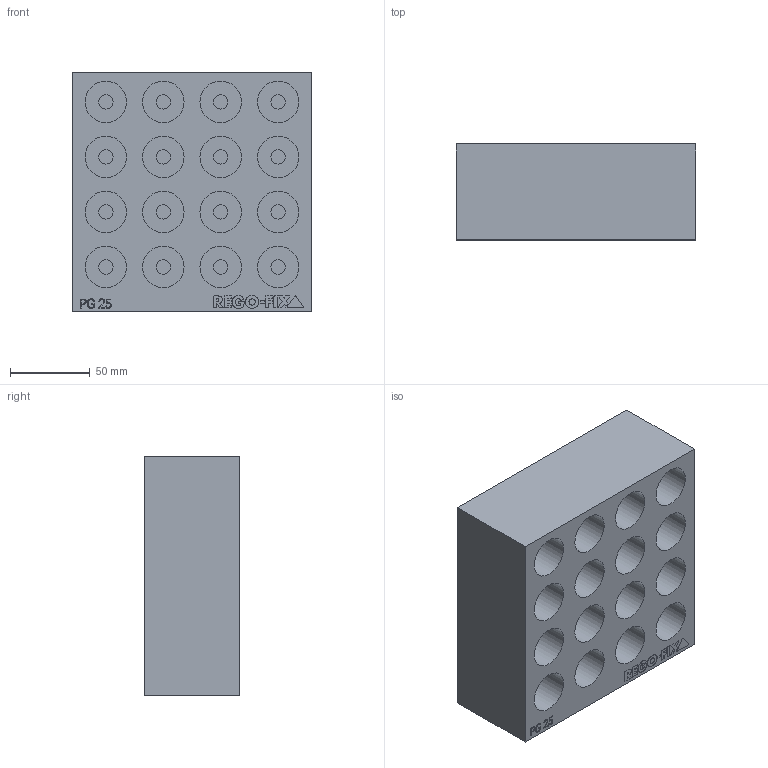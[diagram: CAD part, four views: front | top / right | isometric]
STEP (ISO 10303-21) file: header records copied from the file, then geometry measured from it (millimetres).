
FILE_DESCRIPTION( ( 'Unknown' ), '1' );
FILE_NAME( '769825000-B.stp', 'Unknown', ( 'Unknown' ), ( 'Unknown' ), 'PSStep 15.0.49', 'Unknown', ' ' );
FILE_SCHEMA( ( 'AUTOMOTIVE_DESIGN { 1 0 10303 214 1 1 1 1 }' ) );
Length unit declared in the file: millimetre
Products named in the file (1): 1
Bounding box: 150 x 60 x 150 mm (x, y, z)
Volume: 911665.4 mm3; surface area: 149958.4 mm2
Topology: 1 solids, 1 shells, 177 faces, 381 edges, 254 vertices
Faces by surface type: plane 123, cylinder 32, extrusion 22
Full cylindrical faces by diameter (mm): 9 x16, 26 x16
Entity records: 7549 total; most frequent: CARTESIAN_POINT 2391, DIRECTION 702, ORIENTED_EDGE 696, EDGE_CURVE 348, VECTOR 262, EDGE_LOOP 258, VERTEX_POINT 254, LINE 240
